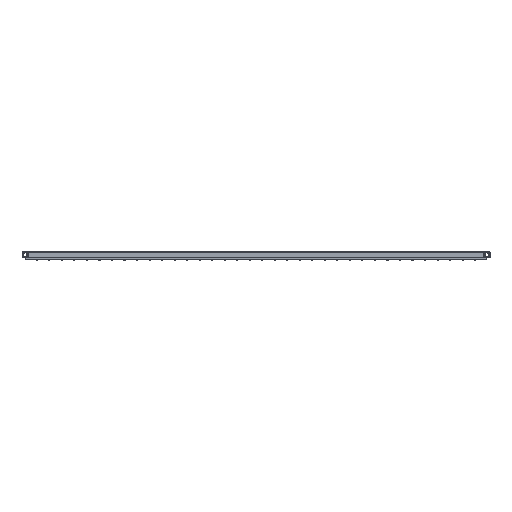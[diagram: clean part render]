
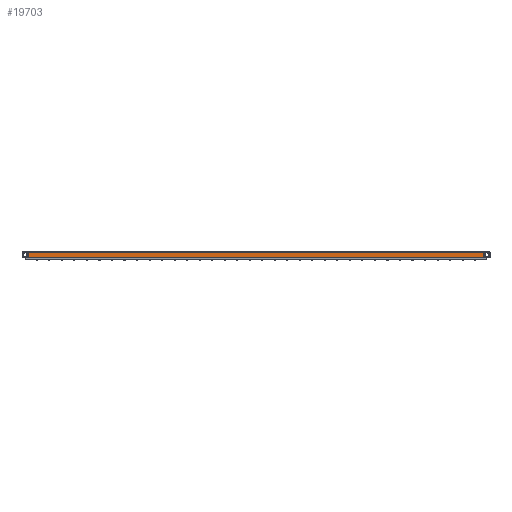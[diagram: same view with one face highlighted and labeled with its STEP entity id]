
A CAD part, left-side view. The second image highlights one B-rep face of the part: STEP entity #19703.
In plain terms, the highlighted planar face has unit normal (-1, 0, 0).
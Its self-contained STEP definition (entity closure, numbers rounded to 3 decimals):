
#115 = VERTEX_POINT ( 'NONE', #1991 ) ;
#568 = DIRECTION ( 'NONE',  ( 0., 1., 0. ) ) ;
#1617 = VERTEX_POINT ( 'NONE', #11589 ) ;
#1861 = LINE ( 'NONE', #2917, #20834 ) ;
#1991 = CARTESIAN_POINT ( 'NONE',  ( -997.5, 727.5, 8. ) ) ;
#2853 = VECTOR ( 'NONE', #12751, 1000. ) ;
#2917 = CARTESIAN_POINT ( 'NONE',  ( -997.5, -727.5, -8. ) ) ;
#4046 = EDGE_LOOP ( 'NONE', ( #24964, #15589, #10285, #18258 ) ) ;
#4350 = AXIS2_PLACEMENT_3D ( 'NONE', #23679, #24198, #5221 ) ;
#4706 = CARTESIAN_POINT ( 'NONE',  ( -997.5, -737.5, -8. ) ) ;
#5221 = DIRECTION ( 'NONE',  ( 0., 1., 0. ) ) ;
#7768 = CARTESIAN_POINT ( 'NONE',  ( -997.5, -727.5, -8. ) ) ;
#8754 = DIRECTION ( 'NONE',  ( 0., 0., 1. ) ) ;
#10285 = ORIENTED_EDGE ( 'NONE', *, *, #30581, .T. ) ;
#11589 = CARTESIAN_POINT ( 'NONE',  ( -997.5, 727.5, -8. ) ) ;
#11984 = EDGE_CURVE ( 'NONE', #29257, #12981, #1861, .T. ) ;
#12236 = CARTESIAN_POINT ( 'NONE',  ( -997.5, 727.5, -8. ) ) ;
#12751 = DIRECTION ( 'NONE',  ( 0., 0., -1. ) ) ;
#12981 = VERTEX_POINT ( 'NONE', #20169 ) ;
#15589 = ORIENTED_EDGE ( 'NONE', *, *, #11984, .T. ) ;
#18258 = ORIENTED_EDGE ( 'NONE', *, *, #31173, .T. ) ;
#19576 = EDGE_CURVE ( 'NONE', #29257, #1617, #24752, .T. ) ;
#19703 = ADVANCED_FACE ( 'NONE', ( #27414 ), #21624, .F. ) ;
#20169 = CARTESIAN_POINT ( 'NONE',  ( -997.5, -727.5, 8. ) ) ;
#20607 = CARTESIAN_POINT ( 'NONE',  ( -997.5, -737.5, 8. ) ) ;
#20834 = VECTOR ( 'NONE', #8754, 1000. ) ;
#21076 = VECTOR ( 'NONE', #568, 1000. ) ;
#21624 = PLANE ( 'NONE',  #4350 ) ;
#23169 = DIRECTION ( 'NONE',  ( 0., 1., 0. ) ) ;
#23679 = CARTESIAN_POINT ( 'NONE',  ( -997.5, -737.5, -8. ) ) ;
#24198 = DIRECTION ( 'NONE',  ( 1., 0., 0. ) ) ;
#24716 = VECTOR ( 'NONE', #23169, 1000. ) ;
#24752 = LINE ( 'NONE', #4706, #24716 ) ;
#24964 = ORIENTED_EDGE ( 'NONE', *, *, #19576, .F. ) ;
#26421 = LINE ( 'NONE', #20607, #21076 ) ;
#27414 = FACE_OUTER_BOUND ( 'NONE', #4046, .T. ) ;
#29257 = VERTEX_POINT ( 'NONE', #7768 ) ;
#30581 = EDGE_CURVE ( 'NONE', #12981, #115, #26421, .T. ) ;
#30663 = LINE ( 'NONE', #12236, #2853 ) ;
#31173 = EDGE_CURVE ( 'NONE', #115, #1617, #30663, .T. ) ;
